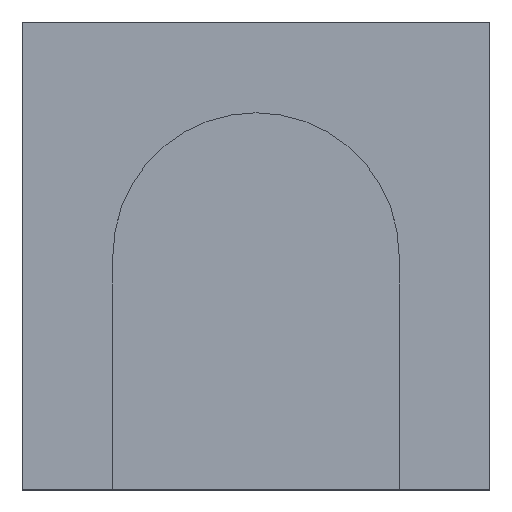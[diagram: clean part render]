
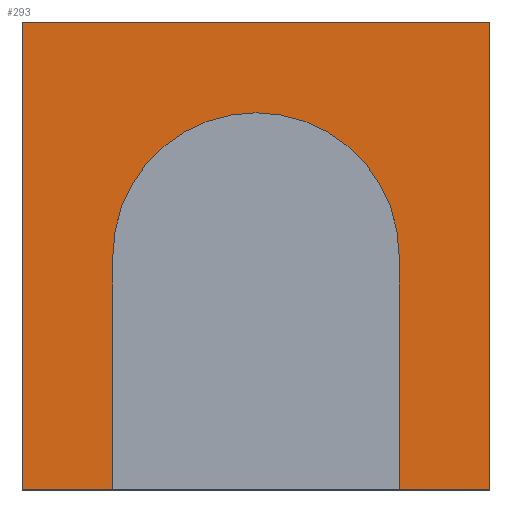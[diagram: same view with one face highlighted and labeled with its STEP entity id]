
A CAD part, top view. The second image highlights one B-rep face of the part: STEP entity #293.
In plain terms, the highlighted planar face has unit normal (0, 0, 1).
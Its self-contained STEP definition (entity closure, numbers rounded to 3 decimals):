
#221=CARTESIAN_POINT('',(150.,0.,6.4));
#222=DIRECTION('',(0.,0.,1.));
#223=DIRECTION('',(1.,0.,0.));
#224=AXIS2_PLACEMENT_3D('',#221,#222,#223);
#225=PLANE('',#224);
#226=CARTESIAN_POINT('',(207.65,-0.,6.4));
#227=VERTEX_POINT('',#226);
#228=CARTESIAN_POINT('',(192.35,-0.,6.4));
#229=VERTEX_POINT('',#228);
#230=CARTESIAN_POINT('',(200.,-0.,6.4));
#231=DIRECTION('',(0.,0.,1.));
#232=DIRECTION('',(1.,0.,-0.));
#233=AXIS2_PLACEMENT_3D('',#230,#231,#232);
#234=CIRCLE('',#233,7.65);
#235=EDGE_CURVE('',#227,#229,#234,.T.);
#236=ORIENTED_EDGE('',*,*,#235,.F.);
#237=CARTESIAN_POINT('',(207.65,-12.5,6.4));
#238=VERTEX_POINT('',#237);
#239=CARTESIAN_POINT('',(207.65,-0.,6.4));
#240=DIRECTION('',(0.,-1.,0.));
#241=VECTOR('',#240,12.5);
#242=LINE('',#239,#241);
#243=EDGE_CURVE('',#227,#238,#242,.T.);
#244=ORIENTED_EDGE('',*,*,#243,.T.);
#245=CARTESIAN_POINT('',(212.5,-12.5,6.4));
#246=VERTEX_POINT('',#245);
#247=CARTESIAN_POINT('',(212.5,-12.5,6.4));
#248=DIRECTION('',(-1.,0.,0.));
#249=VECTOR('',#248,4.85);
#250=LINE('',#247,#249);
#251=EDGE_CURVE('',#246,#238,#250,.T.);
#252=ORIENTED_EDGE('',*,*,#251,.F.);
#253=CARTESIAN_POINT('',(212.5,12.5,6.4));
#254=VERTEX_POINT('',#253);
#255=CARTESIAN_POINT('',(212.5,12.5,6.4));
#256=DIRECTION('',(0.,-1.,0.));
#257=VECTOR('',#256,25.);
#258=LINE('',#255,#257);
#259=EDGE_CURVE('',#254,#246,#258,.T.);
#260=ORIENTED_EDGE('',*,*,#259,.F.);
#261=CARTESIAN_POINT('',(187.5,12.5,6.4));
#262=VERTEX_POINT('',#261);
#263=CARTESIAN_POINT('',(187.5,12.5,6.4));
#264=DIRECTION('',(1.,0.,-0.));
#265=VECTOR('',#264,25.);
#266=LINE('',#263,#265);
#267=EDGE_CURVE('',#262,#254,#266,.T.);
#268=ORIENTED_EDGE('',*,*,#267,.F.);
#269=CARTESIAN_POINT('',(187.5,-12.5,6.4));
#270=VERTEX_POINT('',#269);
#271=CARTESIAN_POINT('',(187.5,-12.5,6.4));
#272=DIRECTION('',(0.,1.,0.));
#273=VECTOR('',#272,25.);
#274=LINE('',#271,#273);
#275=EDGE_CURVE('',#270,#262,#274,.T.);
#276=ORIENTED_EDGE('',*,*,#275,.F.);
#277=CARTESIAN_POINT('',(192.35,-12.5,6.4));
#278=VERTEX_POINT('',#277);
#279=CARTESIAN_POINT('',(192.35,-12.5,6.4));
#280=DIRECTION('',(-1.,0.,0.));
#281=VECTOR('',#280,4.85);
#282=LINE('',#279,#281);
#283=EDGE_CURVE('',#278,#270,#282,.T.);
#284=ORIENTED_EDGE('',*,*,#283,.F.);
#285=CARTESIAN_POINT('',(192.35,-0.,6.4));
#286=DIRECTION('',(0.,-1.,0.));
#287=VECTOR('',#286,12.5);
#288=LINE('',#285,#287);
#289=EDGE_CURVE('',#229,#278,#288,.T.);
#290=ORIENTED_EDGE('',*,*,#289,.F.);
#291=EDGE_LOOP('',(#236,#244,#252,#260,#268,#276,#284,#290));
#292=FACE_BOUND('',#291,.T.);
#293=ADVANCED_FACE('',(#292),#225,.T.);
